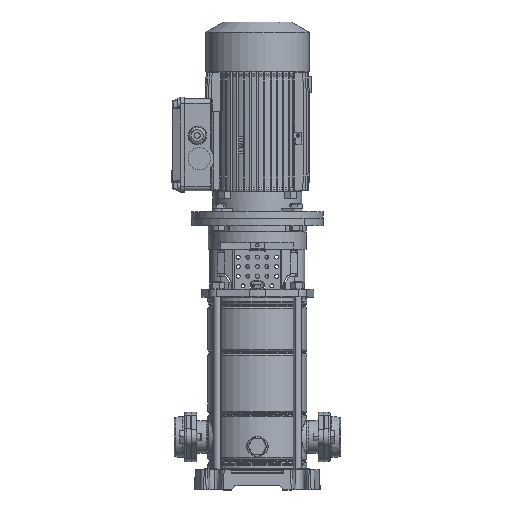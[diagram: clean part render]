
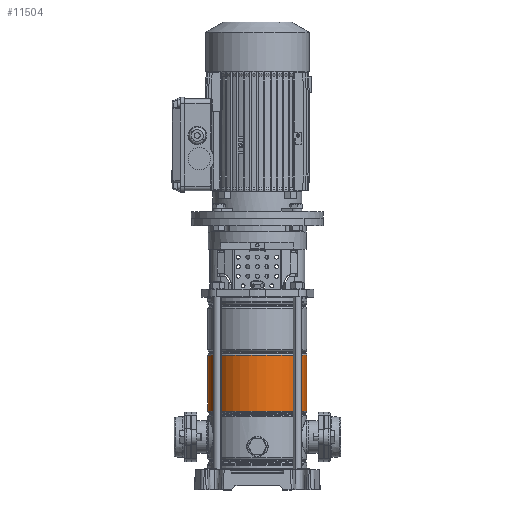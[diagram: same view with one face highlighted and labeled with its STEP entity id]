
A CAD part, top view. The second image highlights one B-rep face of the part: STEP entity #11504.
In plain terms, the highlighted cylindrical face has radius 74.9 mm (diameter 149.8 mm), a partial arc.
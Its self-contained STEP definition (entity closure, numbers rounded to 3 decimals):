
#1692 = VERTEX_POINT ( 'NONE', #36280 ) ;
#2465 = FACE_OUTER_BOUND ( 'NONE', #39812, .T. ) ;
#3453 = DIRECTION ( 'NONE',  ( 0., 0., -1. ) ) ;
#5934 = AXIS2_PLACEMENT_3D ( 'NONE', #71883, #65201, #25322 ) ;
#8276 = LINE ( 'NONE', #18674, #69328 ) ;
#11504 = ADVANCED_FACE ( 'NONE', ( #2465 ), #36616, .T. ) ;
#12508 = VERTEX_POINT ( 'NONE', #52649 ) ;
#14794 = VECTOR ( 'NONE', #66891, 1000. ) ;
#16076 = DIRECTION ( 'NONE',  ( 1., 0., 0. ) ) ;
#18674 = CARTESIAN_POINT ( 'NONE',  ( 74.9, 0., 0. ) ) ;
#19158 = DIRECTION ( 'NONE',  ( -1., 0., 0. ) ) ;
#19512 = DIRECTION ( 'NONE',  ( 0., 0., -1. ) ) ;
#20168 = CARTESIAN_POINT ( 'NONE',  ( -74.9, 0., 86.779 ) ) ;
#21649 = CIRCLE ( 'NONE', #63145, 74.9 ) ;
#24323 = EDGE_CURVE ( 'NONE', #1692, #35685, #59848, .T. ) ;
#25322 = DIRECTION ( 'NONE',  ( 1., 0., 0. ) ) ;
#28600 = CARTESIAN_POINT ( 'NONE',  ( 74.9, 0., 86.779 ) ) ;
#29912 = EDGE_CURVE ( 'NONE', #12508, #1692, #69990, .T. ) ;
#35685 = VERTEX_POINT ( 'NONE', #20168 ) ;
#36280 = CARTESIAN_POINT ( 'NONE',  ( -74.9, 0., 171.221 ) ) ;
#36616 = CYLINDRICAL_SURFACE ( 'NONE', #64285, 74.9 ) ;
#37956 = VERTEX_POINT ( 'NONE', #28600 ) ;
#39440 = CARTESIAN_POINT ( 'NONE',  ( 0., 0., 86.779 ) ) ;
#39812 = EDGE_LOOP ( 'NONE', ( #61876, #41178, #64377, #47387 ) ) ;
#41178 = ORIENTED_EDGE ( 'NONE', *, *, #29912, .T. ) ;
#47387 = ORIENTED_EDGE ( 'NONE', *, *, #49082, .T. ) ;
#47788 = CARTESIAN_POINT ( 'NONE',  ( 0., 0., 0. ) ) ;
#49082 = EDGE_CURVE ( 'NONE', #35685, #37956, #21649, .T. ) ;
#49115 = CARTESIAN_POINT ( 'NONE',  ( -74.9, 0., 0. ) ) ;
#52649 = CARTESIAN_POINT ( 'NONE',  ( 74.9, 0., 171.221 ) ) ;
#59848 = LINE ( 'NONE', #49115, #14794 ) ;
#61876 = ORIENTED_EDGE ( 'NONE', *, *, #68552, .F. ) ;
#62091 = DIRECTION ( 'NONE',  ( 0., 0., 1. ) ) ;
#63145 = AXIS2_PLACEMENT_3D ( 'NONE', #39440, #62091, #16076 ) ;
#64285 = AXIS2_PLACEMENT_3D ( 'NONE', #47788, #19512, #19158 ) ;
#64377 = ORIENTED_EDGE ( 'NONE', *, *, #24323, .T. ) ;
#65201 = DIRECTION ( 'NONE',  ( 0., 0., -1. ) ) ;
#66891 = DIRECTION ( 'NONE',  ( 0., 0., -1. ) ) ;
#68552 = EDGE_CURVE ( 'NONE', #12508, #37956, #8276, .T. ) ;
#69328 = VECTOR ( 'NONE', #3453, 1000. ) ;
#69990 = CIRCLE ( 'NONE', #5934, 74.9 ) ;
#71883 = CARTESIAN_POINT ( 'NONE',  ( 0., 0., 171.221 ) ) ;
